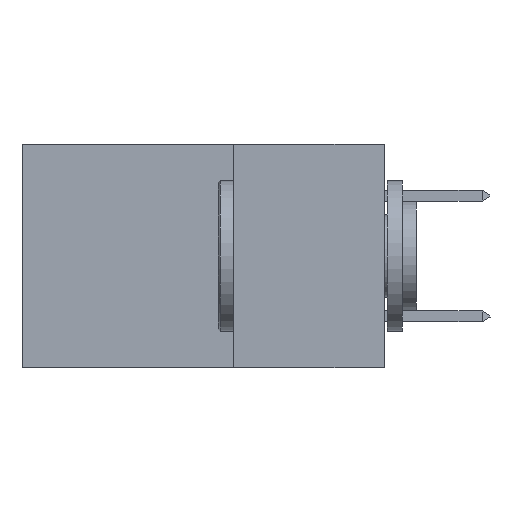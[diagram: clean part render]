
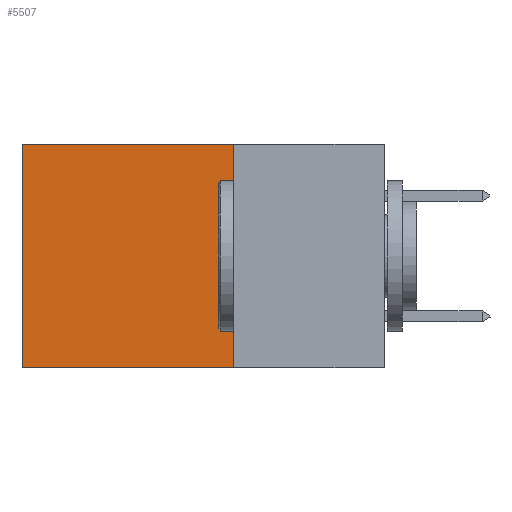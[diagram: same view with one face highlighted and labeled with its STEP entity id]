
A CAD part, left-side view. The second image highlights one B-rep face of the part: STEP entity #5507.
In plain terms, the highlighted planar face has unit normal (-1, 0, 0).
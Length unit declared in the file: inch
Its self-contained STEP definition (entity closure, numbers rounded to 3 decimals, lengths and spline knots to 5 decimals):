
#5 = CARTESIAN_POINT ( 'NONE',  ( 0.2875, 0.25, 0. ) ) ;
#39 = VECTOR ( 'NONE', #3567, 39.37008 ) ;
#390 = LINE ( 'NONE', #4447, #39 ) ;
#578 = EDGE_CURVE ( 'NONE', #6330, #606, #390, .T. ) ;
#606 = VERTEX_POINT ( 'NONE', #1204 ) ;
#715 = PLANE ( 'NONE',  #764 ) ;
#764 = AXIS2_PLACEMENT_3D ( 'NONE', #5602, #2329, #7944 ) ;
#858 = EDGE_LOOP ( 'NONE', ( #2476, #3169, #9417, #8644 ) ) ;
#874 = CARTESIAN_POINT ( 'NONE',  ( 0.2875, 0.25, 0. ) ) ;
#1204 = CARTESIAN_POINT ( 'NONE',  ( 0.2875, 0.6, -0.37 ) ) ;
#1318 = VERTEX_POINT ( 'NONE', #10287 ) ;
#1634 = LINE ( 'NONE', #2874, #9237 ) ;
#1836 = DIRECTION ( 'NONE',  ( 0., 1., 0. ) ) ;
#2329 = DIRECTION ( 'NONE',  ( 1., 0., 0. ) ) ;
#2476 = ORIENTED_EDGE ( 'NONE', *, *, #578, .T. ) ;
#2874 = CARTESIAN_POINT ( 'NONE',  ( 0.2875, 0.25, 0. ) ) ;
#2967 = EDGE_CURVE ( 'NONE', #3916, #6330, #1634, .T. ) ;
#3143 = LINE ( 'NONE', #5, #9002 ) ;
#3169 = ORIENTED_EDGE ( 'NONE', *, *, #10167, .F. ) ;
#3567 = DIRECTION ( 'NONE',  ( 0., 0., -1. ) ) ;
#3916 = VERTEX_POINT ( 'NONE', #874 ) ;
#4447 = CARTESIAN_POINT ( 'NONE',  ( 0.2875, 0.6, 0. ) ) ;
#5298 = DIRECTION ( 'NONE',  ( 0., 1., 0. ) ) ;
#5507 = ADVANCED_FACE ( 'NONE', ( #8256 ), #715, .F. ) ;
#5602 = CARTESIAN_POINT ( 'NONE',  ( 0.2875, 0.25, 0. ) ) ;
#6007 = EDGE_CURVE ( 'NONE', #3916, #1318, #3143, .T. ) ;
#6330 = VERTEX_POINT ( 'NONE', #8046 ) ;
#6384 = DIRECTION ( 'NONE',  ( 0., 0., -1. ) ) ;
#7574 = CARTESIAN_POINT ( 'NONE',  ( 0.2875, 0.25, -0.37 ) ) ;
#7944 = DIRECTION ( 'NONE',  ( 0., 0., -1. ) ) ;
#8046 = CARTESIAN_POINT ( 'NONE',  ( 0.2875, 0.6, 0. ) ) ;
#8256 = FACE_OUTER_BOUND ( 'NONE', #858, .T. ) ;
#8637 = VECTOR ( 'NONE', #1836, 39.37008 ) ;
#8644 = ORIENTED_EDGE ( 'NONE', *, *, #2967, .T. ) ;
#9002 = VECTOR ( 'NONE', #6384, 39.37008 ) ;
#9237 = VECTOR ( 'NONE', #5298, 39.37008 ) ;
#9417 = ORIENTED_EDGE ( 'NONE', *, *, #6007, .F. ) ;
#9971 = LINE ( 'NONE', #7574, #8637 ) ;
#10167 = EDGE_CURVE ( 'NONE', #1318, #606, #9971, .T. ) ;
#10287 = CARTESIAN_POINT ( 'NONE',  ( 0.2875, 0.25, -0.37 ) ) ;
